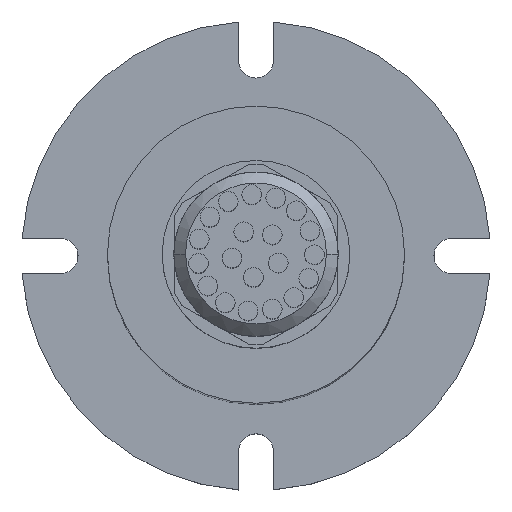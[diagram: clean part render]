
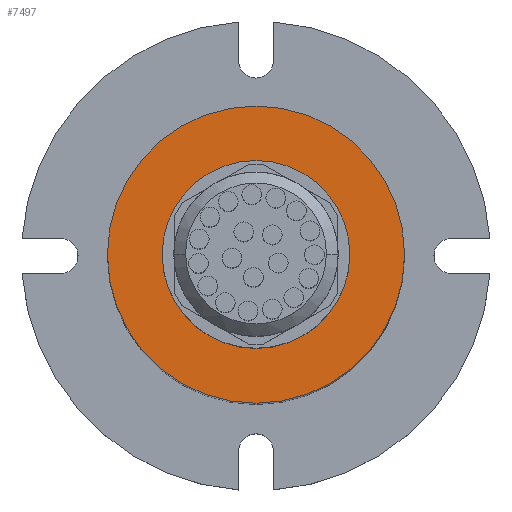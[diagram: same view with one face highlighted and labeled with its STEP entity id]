
A CAD part, top view. The second image highlights one B-rep face of the part: STEP entity #7497.
In plain terms, the highlighted planar face has unit normal (0, 0, 1).
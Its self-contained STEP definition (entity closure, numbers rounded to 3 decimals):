
#567 = FACE_BOUND ( 'NONE', #13929, .T. ) ;
#595 = CIRCLE ( 'NONE', #4940, 12. ) ;
#1033 = VERTEX_POINT ( 'NONE', #7149 ) ;
#2228 = AXIS2_PLACEMENT_3D ( 'NONE', #20300, #9560, #22106 ) ;
#2363 = AXIS2_PLACEMENT_3D ( 'NONE', #7875, #4298, #16908 ) ;
#2875 = VERTEX_POINT ( 'NONE', #10137 ) ;
#3558 = ORIENTED_EDGE ( 'NONE', *, *, #22380, .T. ) ;
#4298 = DIRECTION ( 'NONE',  ( 0., 0., 1. ) ) ;
#4542 = CARTESIAN_POINT ( 'NONE',  ( 0., 0., 184. ) ) ;
#4940 = AXIS2_PLACEMENT_3D ( 'NONE', #20463, #9727, #22257 ) ;
#4961 = DIRECTION ( 'NONE',  ( 0., 0., 1. ) ) ;
#5473 = CIRCLE ( 'NONE', #2228, 19. ) ;
#6352 = EDGE_LOOP ( 'NONE', ( #8018, #3558 ) ) ;
#6378 = DIRECTION ( 'NONE',  ( 1., 0., 0. ) ) ;
#6541 = EDGE_CURVE ( 'NONE', #9962, #2875, #595, .T. ) ;
#7149 = CARTESIAN_POINT ( 'NONE',  ( 19., 0., 184. ) ) ;
#7497 = ADVANCED_FACE ( 'NONE', ( #14377, #567 ), #13269, .T. ) ;
#7875 = CARTESIAN_POINT ( 'NONE',  ( 0., 0., 184. ) ) ;
#8018 = ORIENTED_EDGE ( 'NONE', *, *, #22785, .T. ) ;
#8371 = CARTESIAN_POINT ( 'NONE',  ( -19., 0., 184. ) ) ;
#9560 = DIRECTION ( 'NONE',  ( 0., 0., 1. ) ) ;
#9727 = DIRECTION ( 'NONE',  ( 0., 0., 1. ) ) ;
#9962 = VERTEX_POINT ( 'NONE', #18683 ) ;
#10137 = CARTESIAN_POINT ( 'NONE',  ( -12., 0., 184. ) ) ;
#13269 = PLANE ( 'NONE',  #2363 ) ;
#13504 = AXIS2_PLACEMENT_3D ( 'NONE', #4542, #17158, #6378 ) ;
#13929 = EDGE_LOOP ( 'NONE', ( #23054, #15966 ) ) ;
#13968 = VERTEX_POINT ( 'NONE', #8371 ) ;
#14225 = CIRCLE ( 'NONE', #17637, 19. ) ;
#14377 = FACE_OUTER_BOUND ( 'NONE', #6352, .T. ) ;
#15762 = CARTESIAN_POINT ( 'NONE',  ( 0., 0., 184. ) ) ;
#15966 = ORIENTED_EDGE ( 'NONE', *, *, #6541, .F. ) ;
#16648 = EDGE_CURVE ( 'NONE', #2875, #9962, #16822, .T. ) ;
#16822 = CIRCLE ( 'NONE', #13504, 12. ) ;
#16908 = DIRECTION ( 'NONE',  ( 1., 0., 0. ) ) ;
#17158 = DIRECTION ( 'NONE',  ( 0., 0., 1. ) ) ;
#17562 = DIRECTION ( 'NONE',  ( 1., 0., 0. ) ) ;
#17637 = AXIS2_PLACEMENT_3D ( 'NONE', #15762, #4961, #17562 ) ;
#18683 = CARTESIAN_POINT ( 'NONE',  ( 12., 0., 184. ) ) ;
#20300 = CARTESIAN_POINT ( 'NONE',  ( 0., 0., 184. ) ) ;
#20463 = CARTESIAN_POINT ( 'NONE',  ( 0., 0., 184. ) ) ;
#22106 = DIRECTION ( 'NONE',  ( 1., 0., 0. ) ) ;
#22257 = DIRECTION ( 'NONE',  ( 1., 0., 0. ) ) ;
#22380 = EDGE_CURVE ( 'NONE', #1033, #13968, #14225, .T. ) ;
#22785 = EDGE_CURVE ( 'NONE', #13968, #1033, #5473, .T. ) ;
#23054 = ORIENTED_EDGE ( 'NONE', *, *, #16648, .F. ) ;
